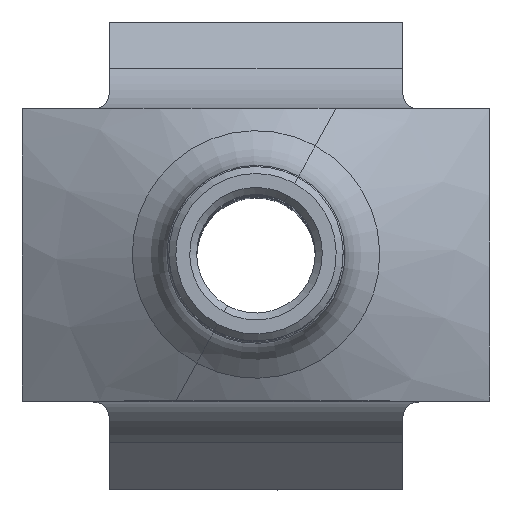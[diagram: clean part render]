
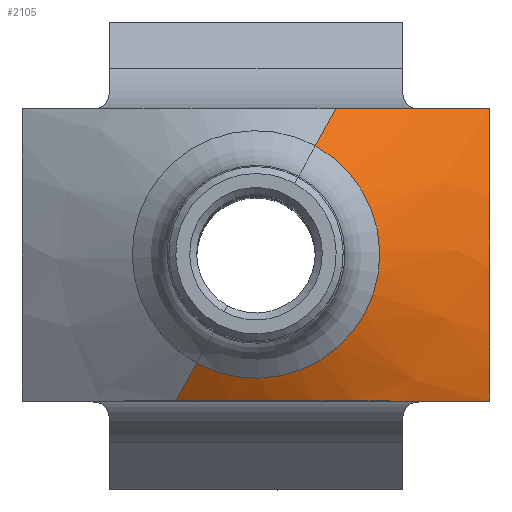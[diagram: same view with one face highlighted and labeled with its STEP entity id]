
A CAD part, top view. The second image highlights one B-rep face of the part: STEP entity #2105.
In plain terms, the highlighted conical face has half-angle 60 degrees and reference radius 17.75 mm.
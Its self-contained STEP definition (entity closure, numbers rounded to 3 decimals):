
#746=CARTESIAN_POINT('Vertex',(-8.51,-15.577,127.34)) ;
#748=CARTESIAN_POINT('Vertex',(8.51,15.577,127.34)) ;
#887=CARTESIAN_POINT('Axis2P3D Location',(0.,0.,127.34)) ;
#1885=CARTESIAN_POINT('Axis2P3D Location',(0.,0.,127.34)) ;
#1903=CARTESIAN_POINT('Vertex',(-11.472,-21.,123.772)) ;
#1908=CARTESIAN_POINT('Line Origine',(-13.843,-25.34,120.917)) ;
#1913=CARTESIAN_POINT('Line Origine',(13.843,25.34,120.917)) ;
#1917=CARTESIAN_POINT('Vertex',(11.472,21.,123.772)) ;
#2046=CARTESIAN_POINT('Control Point',(11.472,21.,123.772)) ;
#2047=CARTESIAN_POINT('Control Point',(12.708,21.,123.43)) ;
#2048=CARTESIAN_POINT('Control Point',(13.957,21.,123.049)) ;
#2049=CARTESIAN_POINT('Control Point',(15.22,21.,122.631)) ;
#2050=CARTESIAN_POINT('Control Point',(18.419,21.,121.501)) ;
#2051=CARTESIAN_POINT('Control Point',(21.659,21.,120.197)) ;
#2052=CARTESIAN_POINT('Control Point',(23.618,21.,119.363)) ;
#2053=CARTESIAN_POINT('Control Point',(26.775,21.,117.961)) ;
#2054=CARTESIAN_POINT('Control Point',(29.92,21.,116.489)) ;
#2055=CARTESIAN_POINT('Control Point',(31.116,21.,115.919)) ;
#2056=CARTESIAN_POINT('Control Point',(32.309,21.,115.343)) ;
#2057=CARTESIAN_POINT('Control Point',(33.5,21.,114.76)) ;
#2058=CARTESIAN_POINT('Vertex',(33.5,21.,114.76)) ;
#2062=CARTESIAN_POINT('Control Point',(-11.472,-21.,123.772)) ;
#2063=CARTESIAN_POINT('Control Point',(-10.116,-21.,124.148)) ;
#2064=CARTESIAN_POINT('Control Point',(-8.777,-21.,124.475)) ;
#2065=CARTESIAN_POINT('Control Point',(-7.458,-21.,124.751)) ;
#2066=CARTESIAN_POINT('Control Point',(-4.145,-21.,125.318)) ;
#2067=CARTESIAN_POINT('Control Point',(-0.923,-21.,125.531)) ;
#2068=CARTESIAN_POINT('Control Point',(1.023,-21.,125.528)) ;
#2069=CARTESIAN_POINT('Control Point',(4.006,-21.,125.323)) ;
#2070=CARTESIAN_POINT('Control Point',(7.068,-21.,124.815)) ;
#2071=CARTESIAN_POINT('Control Point',(8.131,-21.,124.605)) ;
#2072=CARTESIAN_POINT('Control Point',(12.186,-21.,123.686)) ;
#2073=CARTESIAN_POINT('Control Point',(16.413,-21.,122.304)) ;
#2074=CARTESIAN_POINT('Control Point',(19.594,-21.,121.08)) ;
#2075=CARTESIAN_POINT('Control Point',(24.295,-21.,119.098)) ;
#2076=CARTESIAN_POINT('Control Point',(28.977,-21.,116.936)) ;
#2077=CARTESIAN_POINT('Control Point',(30.489,-21.,116.222)) ;
#2078=CARTESIAN_POINT('Control Point',(31.997,-21.,115.496)) ;
#2079=CARTESIAN_POINT('Control Point',(33.5,-21.,114.76)) ;
#2080=CARTESIAN_POINT('Vertex',(33.5,-21.,114.76)) ;
#2084=CARTESIAN_POINT('Control Point',(33.5,21.,114.76)) ;
#2085=CARTESIAN_POINT('Control Point',(33.5,18.281,115.594)) ;
#2086=CARTESIAN_POINT('Control Point',(33.5,15.534,116.34)) ;
#2087=CARTESIAN_POINT('Control Point',(33.5,12.761,116.975)) ;
#2088=CARTESIAN_POINT('Control Point',(33.5,8.301,117.766)) ;
#2089=CARTESIAN_POINT('Control Point',(33.5,3.82,118.157)) ;
#2090=CARTESIAN_POINT('Control Point',(33.5,2.139,118.244)) ;
#2091=CARTESIAN_POINT('Control Point',(33.5,-3.538,118.329)) ;
#2092=CARTESIAN_POINT('Control Point',(33.5,-9.212,117.722)) ;
#2093=CARTESIAN_POINT('Control Point',(33.5,-13.192,116.958)) ;
#2094=CARTESIAN_POINT('Control Point',(33.5,-17.125,115.949)) ;
#2095=CARTESIAN_POINT('Control Point',(33.5,-21.,114.76)) ;
#888=DIRECTION('Axis2P3D Direction',(0.,0.,-1.)) ;
#1886=DIRECTION('Axis2P3D Direction',(0.,0.,-1.)) ;
#1887=DIRECTION('Axis2P3D XDirection',(0.479,0.878,0.)) ;
#1909=DIRECTION('Vector Direction',(-0.415,-0.76,-0.5)) ;
#1914=DIRECTION('Vector Direction',(0.415,0.76,-0.5)) ;
#889=AXIS2_PLACEMENT_3D('Circle Axis2P3D',#887,#888,$) ;
#1888=AXIS2_PLACEMENT_3D('Cone Axis2P3D',#1885,#1886,#1887) ;
#2098=ORIENTED_EDGE('',*,*,#2060,.F.) ;
#2099=ORIENTED_EDGE('',*,*,#1919,.T.) ;
#2100=ORIENTED_EDGE('',*,*,#891,.T.) ;
#2101=ORIENTED_EDGE('',*,*,#1912,.F.) ;
#2102=ORIENTED_EDGE('',*,*,#2082,.T.) ;
#2103=ORIENTED_EDGE('',*,*,#2096,.F.) ;
#1910=VECTOR('Line Direction',#1909,1.) ;
#1915=VECTOR('Line Direction',#1914,1.) ;
#2105=ADVANCED_FACE('PartBody',(#2104),#1889,.T.) ;
#2045=B_SPLINE_CURVE_WITH_KNOTS('',5,(#2046,#2047,#2048,#2049,#2050,#2051,#2052,#2053,#2054,#2055,#2056,#2057),.UNSPECIFIED.,.F.,.U.,(6,3,3,6),(0.,9.774,24.581,33.702),.UNSPECIFIED.) ;
#2061=B_SPLINE_CURVE_WITH_KNOTS('',5,(#2062,#2063,#2064,#2065,#2066,#2067,#2068,#2069,#2070,#2071,#2072,#2073,#2074,#2075,#2076,#2077,#2078,#2079),.UNSPECIFIED.,.F.,.U.,(6,3,3,3,3,6),(0.,10.734,27.362,36.052,60.114,71.627),.UNSPECIFIED.) ;
#2083=B_SPLINE_CURVE_WITH_KNOTS('',5,(#2084,#2085,#2086,#2087,#2088,#2089,#2090,#2091,#2092,#2093,#2094,#2095),.UNSPECIFIED.,.F.,.U.,(6,3,3,6),(1.169,19.674,30.773,57.146),.UNSPECIFIED.) ;
#890=CIRCLE('generated circle',#889,17.75) ;
#1889=CONICAL_SURFACE('Cone',#1888,17.75,1.047) ;
#891=EDGE_CURVE('',#749,#747,#890,.T.) ;
#1912=EDGE_CURVE('',#1904,#747,#1911,.F.) ;
#1919=EDGE_CURVE('',#1918,#749,#1916,.F.) ;
#2060=EDGE_CURVE('',#1918,#2059,#2045,.T.) ;
#2082=EDGE_CURVE('',#1904,#2081,#2061,.T.) ;
#2096=EDGE_CURVE('',#2059,#2081,#2083,.T.) ;
#2097=EDGE_LOOP('',(#2098,#2099,#2100,#2101,#2102,#2103)) ;
#2104=FACE_OUTER_BOUND('',#2097,.T.) ;
#1911=LINE('Line',#1908,#1910) ;
#1916=LINE('Line',#1913,#1915) ;
#747=VERTEX_POINT('',#746) ;
#749=VERTEX_POINT('',#748) ;
#1904=VERTEX_POINT('',#1903) ;
#1918=VERTEX_POINT('',#1917) ;
#2059=VERTEX_POINT('',#2058) ;
#2081=VERTEX_POINT('',#2080) ;
